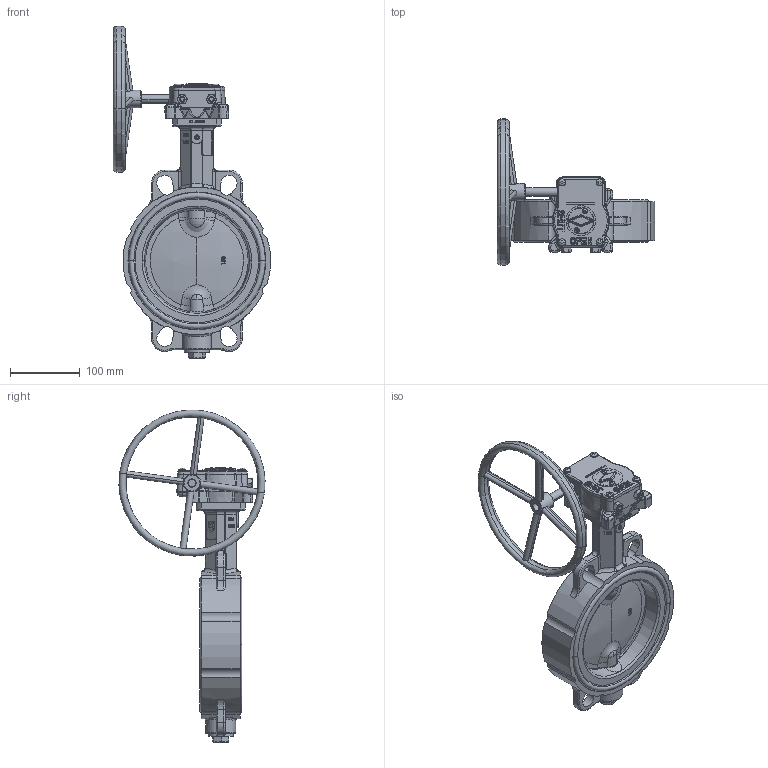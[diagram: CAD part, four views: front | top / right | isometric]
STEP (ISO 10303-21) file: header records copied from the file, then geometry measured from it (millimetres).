
FILE_DESCRIPTION (( 'STEP AP203' ), '1' );
FILE_NAME ('AK01_DN150_Getriebe.STEP', '2022-10-06T09:40:02', ( '' ), ( '' ), 'SwSTEP 2.0', 'SolidWorks 2021', '' );
FILE_SCHEMA (( 'CONFIG_CONTROL_DESIGN' ));
Length unit declared in the file: metre
Products named in the file (5): AK01_DN125-200_Getriebe; AK01_DN150_OH; AK01_DN125-200_Getriebe - Handrad; AK01_DN150_Getriebe; AK01_DN125-200_Getriebe mit Handrad
Assembly tree (4 placements, depth 3):
  AK01_DN150_Getriebe
    AK01_DN125-200_Getriebe mit Handrad
      AK01_DN125-200_Getriebe
      AK01_DN125-200_Getriebe - Handrad
    AK01_DN150_OH
Bounding box: 225.99 x 209.85 x 476.92 mm (x, y, z)
Volume: 1858376.9 mm3; surface area: 291599.4 mm2
Topology: 3 solids, 26 shells, 2267 faces, 5728 edges, 3562 vertices
Faces by surface type: plane 633, cylinder 504, bspline 494, cone 294, torus 246, sphere 96
Entity records: 112029 total; most frequent: CARTESIAN_POINT 61638, ORIENTED_EDGE 11364, DIRECTION 9108, EDGE_CURVE 5682, VERTEX_POINT 3562, AXIS2_PLACEMENT_3D 3541, EDGE_LOOP 2418, FACE_OUTER_BOUND 2267
